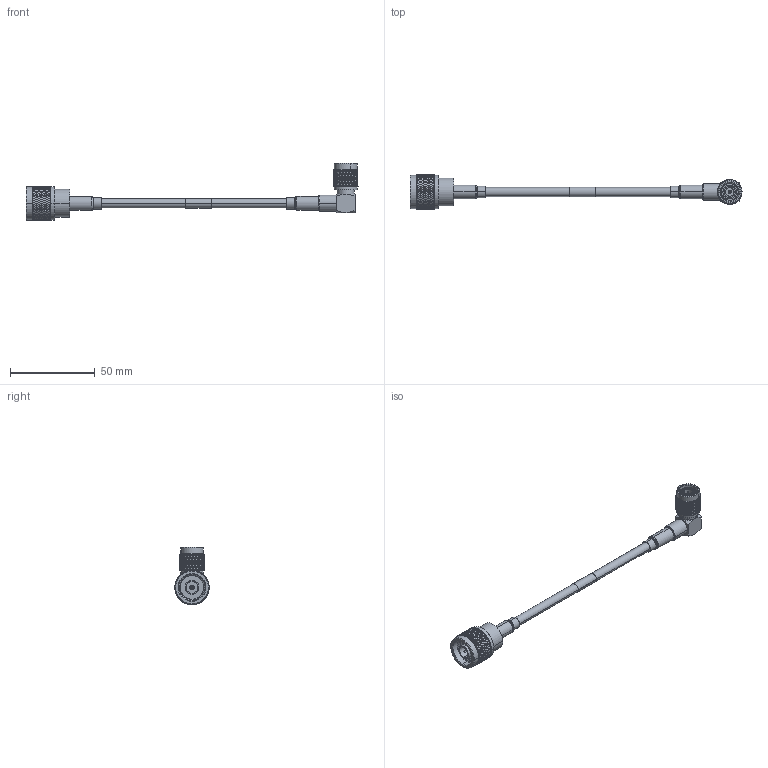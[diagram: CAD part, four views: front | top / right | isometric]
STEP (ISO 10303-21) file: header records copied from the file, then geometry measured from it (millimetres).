
FILE_DESCRIPTION (( 'STEP AP203' ), '1' );
FILE_NAME ('FMCA2767.STEP', '2022-03-09T19:51:47', ( '' ), ( '' ), 'SwSTEP 2.0', 'SolidWorks 2021', '' );
FILE_SCHEMA (( 'CONFIG_CONTROL_DESIGN' ));
Products named in the file (5): FMCA2767; SC9107; CA-240-MA1_.75" Long; SC4264_1; RG223_with label
Assembly tree (5 placements, depth 2):
  FMCA2767
    RG223_with label
    CA-240-MA1_.75" Long  x2
    SC9107
    SC4264_1
Bounding box: 196.18 x 20.32 x 33.76 mm (x, y, z)
Volume: 13359.6 mm3; surface area: 12601.7 mm2
Topology: 7 solids, 7 shells, 5010 faces, 10615 edges, 5639 vertices
Faces by surface type: bspline 3800, cylinder 1070, plane 63, cone 59, torus 18
Entity records: 192674 total; most frequent: CARTESIAN_POINT 127986, ORIENTED_EDGE 21142, EDGE_CURVE 10571, VERTEX_POINT 5615, EDGE_LOOP 5014, ADVANCED_FACE 4988, FACE_OUTER_BOUND 4988, B_SPLINE_CURVE_WITH_KNOTS 4313
